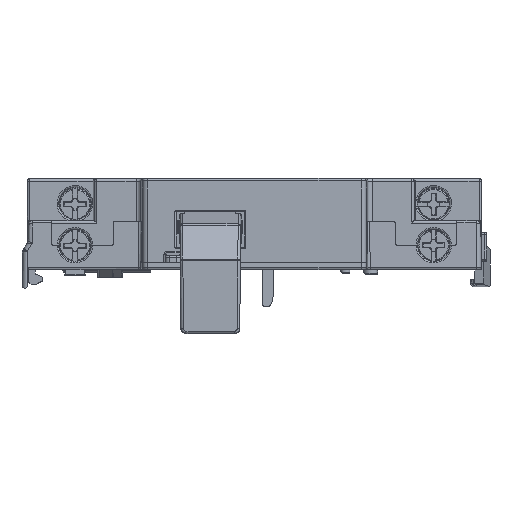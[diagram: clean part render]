
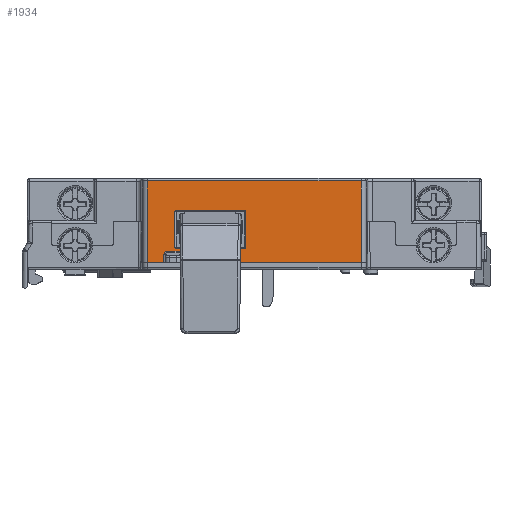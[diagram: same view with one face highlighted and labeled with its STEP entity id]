
A CAD part, top view. The second image highlights one B-rep face of the part: STEP entity #1934.
In plain terms, the highlighted planar face has unit normal (0, 0, 1).
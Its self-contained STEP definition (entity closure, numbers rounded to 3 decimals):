
#237=FACE_BOUND('',#3848,.T.);
#238=FACE_BOUND('',#3849,.T.);
#475=ELLIPSE('',#21196,0.621,0.6);
#597=ELLIPSE('',#21639,0.621,0.6);
#598=ELLIPSE('',#21640,0.208,0.2);
#599=ELLIPSE('',#21641,0.208,0.2);
#600=ELLIPSE('',#21642,0.208,0.2);
#601=ELLIPSE('',#21643,0.208,0.2);
#1257=PLANE('',#21644);
#1934=ADVANCED_FACE('',(#237,#238),#1257,.T.);
#3848=EDGE_LOOP('',(#10880,#10881,#10882,#10883,#10884,#10885,#10886,#10887,
#10888,#10889));
#3849=EDGE_LOOP('',(#10890,#10891,#10892,#10893,#10894,#10895,#10896,#10897));
#4612=LINE('',#29480,#6847);
#4614=LINE('',#29489,#6849);
#4616=LINE('',#29498,#6851);
#4638=LINE('',#29574,#6873);
#4644=LINE('',#29594,#6879);
#4736=LINE('',#29902,#6971);
#4743=LINE('',#29921,#6978);
#5220=LINE('',#32932,#7455);
#5413=LINE('',#33422,#7648);
#5414=LINE('',#33423,#7649);
#5415=LINE('',#33429,#7650);
#5416=LINE('',#33433,#7651);
#6847=VECTOR('',#23230,1.);
#6849=VECTOR('',#23238,1.);
#6851=VECTOR('',#23246,1.);
#6873=VECTOR('',#23290,1.);
#6879=VECTOR('',#23306,1.);
#6971=VECTOR('',#23468,1.);
#6978=VECTOR('',#23481,1.);
#7455=VECTOR('',#24564,1.);
#7648=VECTOR('',#24935,1.);
#7649=VECTOR('',#24936,1.);
#7650=VECTOR('',#24941,1.);
#7651=VECTOR('',#24944,1.);
#10880=ORIENTED_EDGE('',*,*,#17318,.T.);
#10881=ORIENTED_EDGE('',*,*,#17151,.T.);
#10882=ORIENTED_EDGE('',*,*,#17162,.T.);
#10883=ORIENTED_EDGE('',*,*,#17159,.T.);
#10884=ORIENTED_EDGE('',*,*,#18277,.T.);
#10885=ORIENTED_EDGE('',*,*,#17155,.T.);
#10886=ORIENTED_EDGE('',*,*,#17328,.T.);
#10887=ORIENTED_EDGE('',*,*,#18278,.F.);
#10888=ORIENTED_EDGE('',*,*,#17190,.F.);
#10889=ORIENTED_EDGE('',*,*,#17199,.T.);
#10890=ORIENTED_EDGE('',*,*,#18279,.T.);
#10891=ORIENTED_EDGE('',*,*,#18280,.T.);
#10892=ORIENTED_EDGE('',*,*,#18047,.F.);
#10893=ORIENTED_EDGE('',*,*,#18281,.T.);
#10894=ORIENTED_EDGE('',*,*,#18282,.T.);
#10895=ORIENTED_EDGE('',*,*,#18283,.T.);
#10896=ORIENTED_EDGE('',*,*,#18284,.T.);
#10897=ORIENTED_EDGE('',*,*,#18285,.T.);
#14379=VERTEX_POINT('',#29479);
#14380=VERTEX_POINT('',#29481);
#14382=VERTEX_POINT('',#29487);
#14384=VERTEX_POINT('',#29490);
#14387=VERTEX_POINT('',#29497);
#14388=VERTEX_POINT('',#29499);
#14415=VERTEX_POINT('',#29575);
#14416=VERTEX_POINT('',#29576);
#14424=VERTEX_POINT('',#29595);
#14542=VERTEX_POINT('',#29920);
#15129=VERTEX_POINT('',#32931);
#15130=VERTEX_POINT('',#32933);
#15302=VERTEX_POINT('',#33424);
#15303=VERTEX_POINT('',#33425);
#15304=VERTEX_POINT('',#33428);
#15305=VERTEX_POINT('',#33430);
#15306=VERTEX_POINT('',#33432);
#15307=VERTEX_POINT('',#33434);
#17151=EDGE_CURVE('',#14380,#14379,#4612,.T.);
#17155=EDGE_CURVE('',#14384,#14382,#4614,.T.);
#17159=EDGE_CURVE('',#14388,#14387,#4616,.T.);
#17162=EDGE_CURVE('',#14379,#14388,#475,.T.);
#17190=EDGE_CURVE('',#14415,#14416,#4638,.T.);
#17199=EDGE_CURVE('',#14415,#14424,#4644,.T.);
#17318=EDGE_CURVE('',#14424,#14380,#4736,.T.);
#17328=EDGE_CURVE('',#14382,#14542,#4743,.T.);
#18047=EDGE_CURVE('',#15129,#15130,#5220,.T.);
#18277=EDGE_CURVE('',#14387,#14384,#597,.T.);
#18278=EDGE_CURVE('',#14416,#14542,#5413,.T.);
#18279=EDGE_CURVE('',#15302,#15303,#5414,.T.);
#18280=EDGE_CURVE('',#15303,#15130,#598,.T.);
#18281=EDGE_CURVE('',#15129,#15304,#599,.T.);
#18282=EDGE_CURVE('',#15304,#15305,#5415,.T.);
#18283=EDGE_CURVE('',#15305,#15306,#600,.T.);
#18284=EDGE_CURVE('',#15306,#15307,#5416,.T.);
#18285=EDGE_CURVE('',#15307,#15302,#601,.T.);
#21196=AXIS2_PLACEMENT_3D('',#29503,#23252,#23253);
#21639=AXIS2_PLACEMENT_3D('',#33409,#24933,#24934);
#21640=AXIS2_PLACEMENT_3D('',#33426,#24937,#24938);
#21641=AXIS2_PLACEMENT_3D('',#33427,#24939,#24940);
#21642=AXIS2_PLACEMENT_3D('',#33431,#24942,#24943);
#21643=AXIS2_PLACEMENT_3D('',#33435,#24945,#24946);
#21644=AXIS2_PLACEMENT_3D('',#33436,#24947,#24948);
#23230=DIRECTION('',(0.,1.,0.));
#23238=DIRECTION('',(0.,-1.,0.));
#23246=DIRECTION('',(1.,0.,0.));
#23252=DIRECTION('',(0.,0.,-1.));
#23253=DIRECTION('',(0.,-1.,0.));
#23290=DIRECTION('',(1.,0.,0.));
#23306=DIRECTION('',(0.,-1.,0.));
#23468=DIRECTION('',(1.,0.,0.));
#23481=DIRECTION('',(1.,0.,0.));
#24564=DIRECTION('',(1.,0.,0.));
#24933=DIRECTION('',(0.,0.,-1.));
#24934=DIRECTION('',(0.,-1.,0.));
#24935=DIRECTION('',(0.,-1.,0.));
#24936=DIRECTION('',(0.,-1.,0.));
#24937=DIRECTION('',(0.,0.,-1.));
#24938=DIRECTION('',(0.,-1.,0.));
#24939=DIRECTION('',(0.,0.,-1.));
#24940=DIRECTION('',(0.,-1.,0.));
#24941=DIRECTION('',(0.,1.,0.));
#24942=DIRECTION('',(0.,0.,-1.));
#24943=DIRECTION('',(0.,-1.,0.));
#24944=DIRECTION('',(1.,0.,0.));
#24945=DIRECTION('',(0.,0.,-1.));
#24946=DIRECTION('',(0.,-1.,0.));
#24947=DIRECTION('',(0.,0.,1.));
#24948=DIRECTION('',(0.,-1.,0.));
#29479=CARTESIAN_POINT('',(-15.466,-6.041,35.321));
#29480=CARTESIAN_POINT('',(-15.466,9.05,35.321));
#29481=CARTESIAN_POINT('',(-15.466,-7.65,35.321));
#29487=CARTESIAN_POINT('',(-11.866,-7.65,35.321));
#29489=CARTESIAN_POINT('',(-11.866,9.05,35.321));
#29490=CARTESIAN_POINT('',(-11.866,-6.041,35.321));
#29497=CARTESIAN_POINT('',(-12.466,-5.42,35.321));
#29498=CARTESIAN_POINT('',(-19.7,-5.42,35.321));
#29499=CARTESIAN_POINT('',(-14.866,-5.42,35.321));
#29503=CARTESIAN_POINT('',(-14.866,-6.041,35.321));
#29574=CARTESIAN_POINT('',(-18.717,8.55,35.321));
#29575=CARTESIAN_POINT('',(-18.717,8.55,35.321));
#29576=CARTESIAN_POINT('',(23.586,8.55,35.321));
#29594=CARTESIAN_POINT('',(-18.717,8.55,35.321));
#29595=CARTESIAN_POINT('',(-18.717,-7.65,35.321));
#29902=CARTESIAN_POINT('',(-18.717,-7.65,35.321));
#29920=CARTESIAN_POINT('',(23.586,-7.65,35.321));
#29921=CARTESIAN_POINT('',(-18.717,-7.65,35.321));
#32931=CARTESIAN_POINT('',(-13.066,-4.813,35.321));
#32932=CARTESIAN_POINT('',(-13.266,-4.813,35.321));
#32933=CARTESIAN_POINT('',(0.534,-4.813,35.321));
#33409=CARTESIAN_POINT('',(-12.466,-6.041,35.321));
#33422=CARTESIAN_POINT('',(23.586,8.55,35.321));
#33423=CARTESIAN_POINT('',(0.734,-4.813,35.321));
#33424=CARTESIAN_POINT('',(0.734,2.48,35.321));
#33425=CARTESIAN_POINT('',(0.734,-4.605,35.321));
#33426=CARTESIAN_POINT('',(0.534,-4.605,35.321));
#33427=CARTESIAN_POINT('',(-13.066,-4.605,35.321));
#33428=CARTESIAN_POINT('',(-13.266,-4.605,35.321));
#33429=CARTESIAN_POINT('',(-13.266,2.687,35.321));
#33430=CARTESIAN_POINT('',(-13.266,2.48,35.321));
#33431=CARTESIAN_POINT('',(-13.066,2.48,35.321));
#33432=CARTESIAN_POINT('',(-13.066,2.687,35.321));
#33433=CARTESIAN_POINT('',(0.734,2.687,35.321));
#33434=CARTESIAN_POINT('',(0.534,2.687,35.321));
#33435=CARTESIAN_POINT('',(0.534,2.48,35.321));
#33436=CARTESIAN_POINT('',(-19.7,9.05,35.321));
